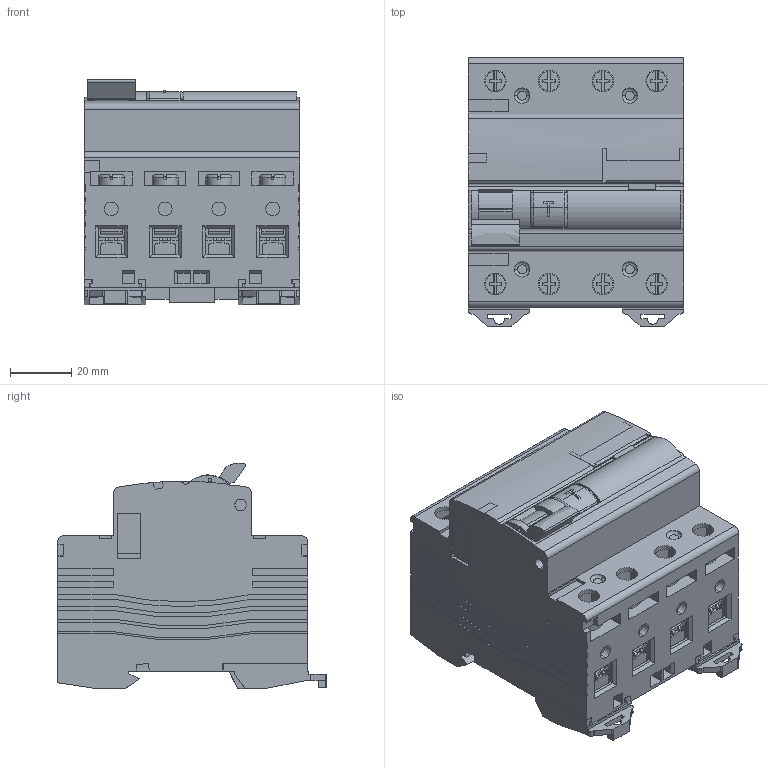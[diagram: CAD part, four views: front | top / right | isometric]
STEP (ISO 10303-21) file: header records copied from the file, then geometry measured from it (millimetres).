
FILE_DESCRIPTION (( 'STEP AP214' ), '1' );
FILE_NAME ('擢黨 DV 4P 63A-30嚓 (檐) EKF AVERS (rccb-4-63-30-ac-av).STEP', '2023-11-28T10:58:13', ( '' ), ( '' ), 'SwSTEP 2.0', 'SolidWorks 2021', '' );
FILE_SCHEMA (( 'AUTOMOTIVE_DESIGN' ));
Length unit declared in the file: millimetre
Products named in the file (1): 擢黨 DV 4P 63A-30嚓 (檐) EKF AVERS (rccb-4-63-30-ac-av)
Bounding box: 70 x 87.3 x 73.42 mm (x, y, z)
Volume: 286510.4 mm3; surface area: 55991.9 mm2
Topology: 32 solids, 32 shells, 1260 faces, 3396 edges, 2214 vertices
Faces by surface type: plane 1003, cylinder 218, torus 28, bspline 7, sphere 4
Entity records: 45274 total; most frequent: CARTESIAN_POINT 7315, ORIENTED_EDGE 6786, DIRECTION 6355, EDGE_CURVE 3393, VECTOR 2781, LINE 2781, VERTEX_POINT 2214, AXIS2_PLACEMENT_3D 1787
